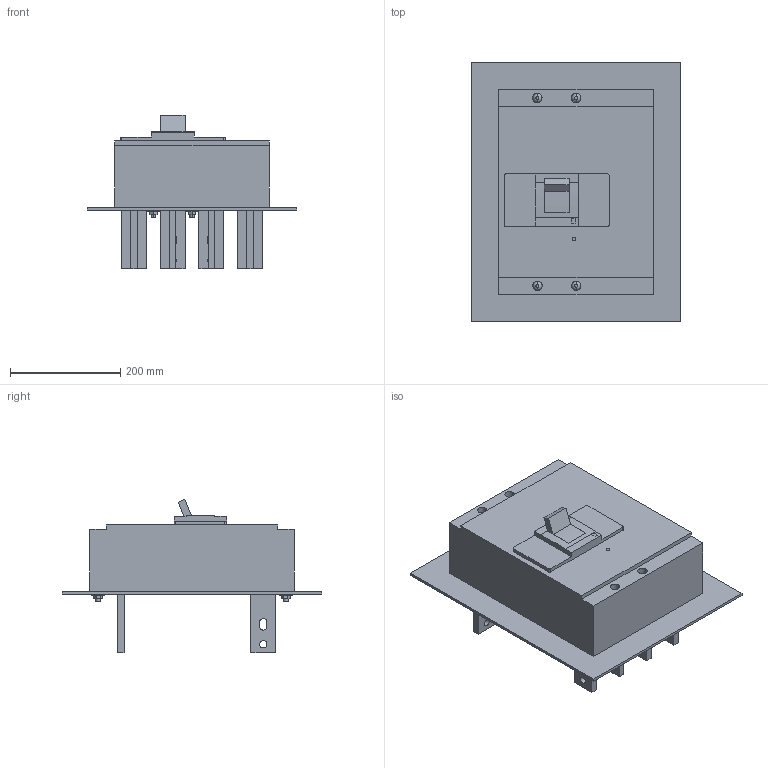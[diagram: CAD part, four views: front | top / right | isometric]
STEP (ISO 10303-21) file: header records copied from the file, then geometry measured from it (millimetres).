
FILE_DESCRIPTION(('CoCreate Modeling STEP Export'),'2;1');
FILE_NAME('Ｓ１２５０ＮＥ４Ｒ.stp','2016-03-31T13:29:53',(''),(''),'CoCreate Modeling STEP processor for AP214 (Solid Model)','CoCreate Modeling 17.0 01-Apr-2010 (C) Parametric Technology GmbH','');
FILE_SCHEMA(('AUTOMOTIVE_DESIGN { 1 0 10303 214 1 1 1 1 }'));
Length unit declared in the file: millimetre
Products named in the file (9): p5.3; p5.2; p5.1; p5; p4.2; p1; p3.2; p2; Ｓ１２５０ＮＥ４Ｒ
Assembly tree (14 placements, depth 2):
  Ｓ１２５０ＮＥ４Ｒ
    p3.2  x4
    p2
    p1
    p4.2  x4
    p5
    p5.1
    p5.2
    p5.3
Bounding box: 380 x 470 x 277.3 mm (x, y, z)
Volume: 13761672.3 mm3; surface area: 872942.8 mm2
Topology: 14 solids, 14 shells, 304 faces, 758 edges, 502 vertices
Faces by surface type: plane 184, cylinder 112, torus 8
Entity records: 8111 total; most frequent: ORIENTED_EDGE 1276, CARTESIAN_POINT 1181, DIRECTION 1083, EDGE_CURVE 638, VECTOR 431, LINE 431, VERTEX_POINT 424, EDGE_LOOP 338
